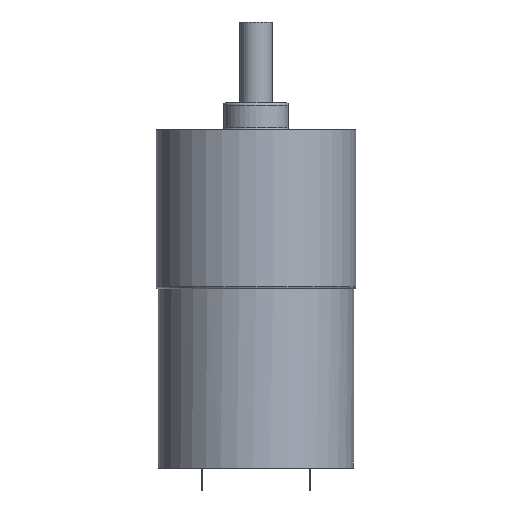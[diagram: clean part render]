
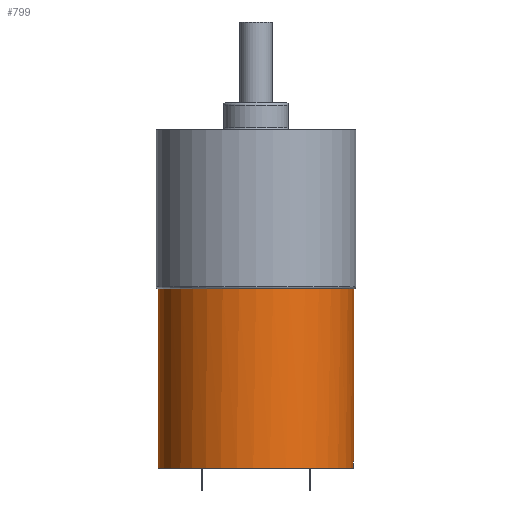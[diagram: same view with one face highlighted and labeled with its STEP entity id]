
A CAD part, front view. The second image highlights one B-rep face of the part: STEP entity #799.
In plain terms, the highlighted cylindrical face has radius 18.1 mm (diameter 36.2 mm), a partial arc.
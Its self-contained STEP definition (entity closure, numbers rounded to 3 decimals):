
#345 = DIRECTION ( 'NONE',  ( 0., 0., -1. ) ) ;
#799 = ADVANCED_FACE ( 'NONE', ( #12862 ), #18962, .T. ) ;
#961 = CARTESIAN_POINT ( 'NONE',  ( -18.1, 0., -33.3 ) ) ;
#1027 = LINE ( 'NONE', #13241, #16027 ) ;
#1039 = LINE ( 'NONE', #5458, #13565 ) ;
#1043 = CARTESIAN_POINT ( 'NONE',  ( -18.1, 0., -33.3 ) ) ;
#1123 = DIRECTION ( 'NONE',  ( 0., 0., 1. ) ) ;
#1147 = DIRECTION ( 'NONE',  ( 0., 0., 1. ) ) ;
#1586 = VERTEX_POINT ( 'NONE', #3377 ) ;
#2092 = CARTESIAN_POINT ( 'NONE',  ( 18.1, 0., 0. ) ) ;
#3036 = ORIENTED_EDGE ( 'NONE', *, *, #19323, .F. ) ;
#3377 = CARTESIAN_POINT ( 'NONE',  ( 18.072, -1., -33.3 ) ) ;
#3746 = AXIS2_PLACEMENT_3D ( 'NONE', #5254, #11364, #17450 ) ;
#5150 = ORIENTED_EDGE ( 'NONE', *, *, #5802, .F. ) ;
#5195 = ORIENTED_EDGE ( 'NONE', *, *, #6897, .T. ) ;
#5254 = CARTESIAN_POINT ( 'NONE',  ( 0., 0., -33.3 ) ) ;
#5281 = CARTESIAN_POINT ( 'NONE',  ( 18.072, -1., -32.1 ) ) ;
#5458 = CARTESIAN_POINT ( 'NONE',  ( 18.1, 0., -33.3 ) ) ;
#5713 = EDGE_CURVE ( 'NONE', #10182, #1586, #7338, .T. ) ;
#5802 = EDGE_CURVE ( 'NONE', #10182, #18366, #14672, .T. ) ;
#6607 = CARTESIAN_POINT ( 'NONE',  ( 18.1, 0., -32.1 ) ) ;
#6897 = EDGE_CURVE ( 'NONE', #1586, #8527, #1027, .T. ) ;
#7338 = CIRCLE ( 'NONE', #11479, 18.1 ) ;
#7352 = VECTOR ( 'NONE', #16261, 1000. ) ;
#7893 = AXIS2_PLACEMENT_3D ( 'NONE', #12048, #18136, #10562 ) ;
#8119 = CARTESIAN_POINT ( 'NONE',  ( -18.1, 0., 0. ) ) ;
#8527 = VERTEX_POINT ( 'NONE', #5281 ) ;
#8764 = DIRECTION ( 'NONE',  ( 1., 0., 0. ) ) ;
#9364 = VERTEX_POINT ( 'NONE', #6607 ) ;
#9549 = AXIS2_PLACEMENT_3D ( 'NONE', #14161, #345, #11168 ) ;
#10182 = VERTEX_POINT ( 'NONE', #1043 ) ;
#10562 = DIRECTION ( 'NONE',  ( 1., 0., 0. ) ) ;
#11168 = DIRECTION ( 'NONE',  ( 1., 0., 0. ) ) ;
#11364 = DIRECTION ( 'NONE',  ( 0., 0., 1. ) ) ;
#11479 = AXIS2_PLACEMENT_3D ( 'NONE', #14470, #1147, #8764 ) ;
#12048 = CARTESIAN_POINT ( 'NONE',  ( 0., 0., 0. ) ) ;
#12424 = EDGE_LOOP ( 'NONE', ( #5150, #18607, #5195, #3036, #17379, #16172 ) ) ;
#12862 = FACE_OUTER_BOUND ( 'NONE', #12424, .T. ) ;
#13241 = CARTESIAN_POINT ( 'NONE',  ( 18.072, -1., -33.3 ) ) ;
#13447 = DIRECTION ( 'NONE',  ( 0., 0., 1. ) ) ;
#13565 = VECTOR ( 'NONE', #13447, 1000. ) ;
#14161 = CARTESIAN_POINT ( 'NONE',  ( 0., 0., -32.1 ) ) ;
#14470 = CARTESIAN_POINT ( 'NONE',  ( 0., 0., -33.3 ) ) ;
#14672 = LINE ( 'NONE', #961, #7352 ) ;
#14705 = EDGE_CURVE ( 'NONE', #18366, #19010, #18095, .T. ) ;
#14976 = CIRCLE ( 'NONE', #9549, 18.1 ) ;
#16027 = VECTOR ( 'NONE', #1123, 1000. ) ;
#16107 = EDGE_CURVE ( 'NONE', #9364, #19010, #1039, .T. ) ;
#16172 = ORIENTED_EDGE ( 'NONE', *, *, #14705, .F. ) ;
#16261 = DIRECTION ( 'NONE',  ( 0., 0., 1. ) ) ;
#17379 = ORIENTED_EDGE ( 'NONE', *, *, #16107, .T. ) ;
#17450 = DIRECTION ( 'NONE',  ( 1., 0., 0. ) ) ;
#18095 = CIRCLE ( 'NONE', #7893, 18.1 ) ;
#18136 = DIRECTION ( 'NONE',  ( 0., 0., 1. ) ) ;
#18366 = VERTEX_POINT ( 'NONE', #8119 ) ;
#18607 = ORIENTED_EDGE ( 'NONE', *, *, #5713, .T. ) ;
#18962 = CYLINDRICAL_SURFACE ( 'NONE', #3746, 18.1 ) ;
#19010 = VERTEX_POINT ( 'NONE', #2092 ) ;
#19323 = EDGE_CURVE ( 'NONE', #9364, #8527, #14976, .T. ) ;
